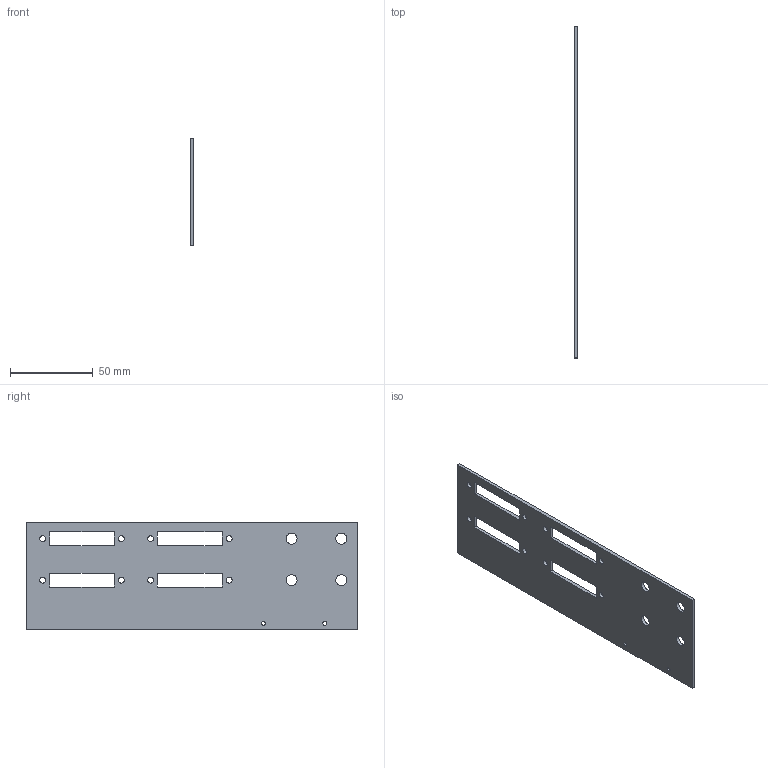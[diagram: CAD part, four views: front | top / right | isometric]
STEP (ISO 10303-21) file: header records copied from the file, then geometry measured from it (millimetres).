
FILE_DESCRIPTION(/* description */ (''),/* implementation_level */ '2;1');
FILE_NAME(/* name */ 'GSE-1201-039-001-A (Connection plate).stp',/* time_stamp */ '2019-10-25T10:39:27+02:00',/* author */ ('louis.petitjean'),/* organization */ ('EXOTRAIL'),/* preprocessor_version */ 'ST-DEVELOPER v18',/* originating_system */ 'Autodesk Inventor 2020',/* authorisation */ '');
FILE_SCHEMA (('AUTOMOTIVE_DESIGN { 1 0 10303 214 3 1 1 }'));
Length unit declared in the file: millimetre
Products named in the file (1): GSE-1201-039-001-A
Bounding box: 2 x 200 x 65 mm (x, y, z)
Volume: 22933.5 mm3; surface area: 25123.8 mm2
Topology: 1 solids, 1 shells, 36 faces, 116 edges, 82 vertices
Faces by surface type: plane 22, cylinder 14
Full cylindrical faces by diameter (mm): 2.4 x2, 3.5 x8, 6.6 x4
Entity records: 1427 total; most frequent: CARTESIAN_POINT 235, ORIENTED_EDGE 232, DIRECTION 232, EDGE_CURVE 116, VERTEX_POINT 82, AXIS2_PLACEMENT_3D 79, LINE 74, VECTOR 74
